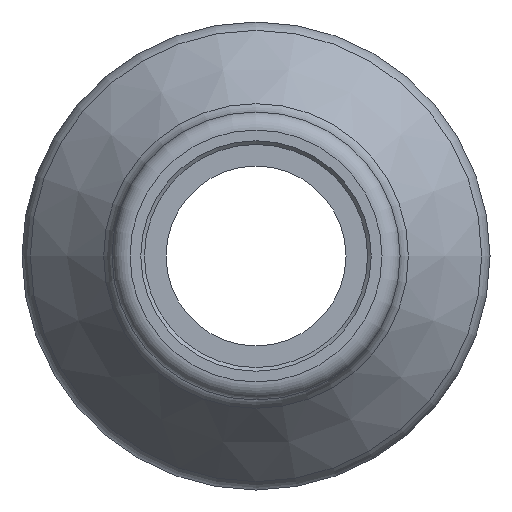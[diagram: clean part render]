
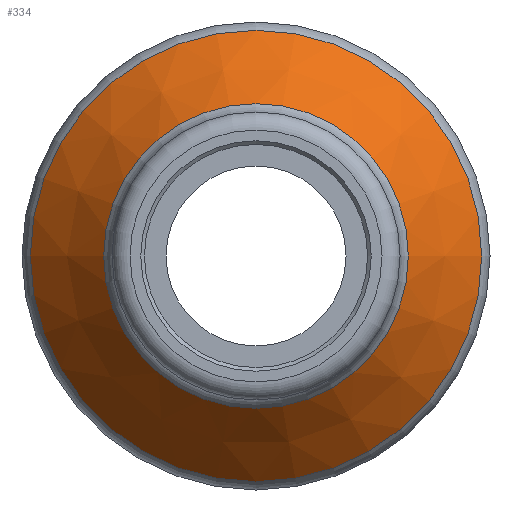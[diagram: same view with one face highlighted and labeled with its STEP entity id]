
A CAD part, left-side view. The second image highlights one B-rep face of the part: STEP entity #334.
In plain terms, the highlighted conical face has half-angle 39.806 degrees and reference radius 5.25 mm.
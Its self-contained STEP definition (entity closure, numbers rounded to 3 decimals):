
#303=CARTESIAN_POINT('',(25.278,4.232,0.));
#304=VERTEX_POINT('',#303);
#305=CARTESIAN_POINT('',(25.278,0.,0.));
#306=DIRECTION('',(-1.0,0.0,0.0));
#307=DIRECTION('',(0.0,-1.0,0.0));
#308=AXIS2_PLACEMENT_3D('',#305,#306,#307);
#309=CIRCLE('',#308,4.232);
#310=EDGE_CURVE('',#304,#304,#309,.T.);
#315=CARTESIAN_POINT('',(26.5,0.,0.0));
#316=DIRECTION('',(1.0,0.,0.0));
#317=DIRECTION('',(0.0,1.0,0.0));
#318=AXIS2_PLACEMENT_3D('',#315,#316,#317);
#319=CONICAL_SURFACE('',#318,5.25,39.806);
#320=CARTESIAN_POINT('',(27.722,6.268,0.));
#321=VERTEX_POINT('',#320);
#322=CARTESIAN_POINT('',(27.722,0.,0.));
#323=DIRECTION('',(1.0,0.0,0.0));
#324=DIRECTION('',(0.0,-1.0,0.0));
#325=AXIS2_PLACEMENT_3D('',#322,#323,#324);
#326=CIRCLE('',#325,6.268);
#327=EDGE_CURVE('',#321,#321,#326,.T.);
#328=ORIENTED_EDGE('',*,*,#327,.F.);
#329=EDGE_LOOP('',(#328));
#330=FACE_OUTER_BOUND('',#329,.T.);
#331=ORIENTED_EDGE('',*,*,#310,.F.);
#332=EDGE_LOOP('',(#331));
#333=FACE_BOUND('',#332,.T.);
#334=ADVANCED_FACE('',(#330,#333),#319,.T.);
